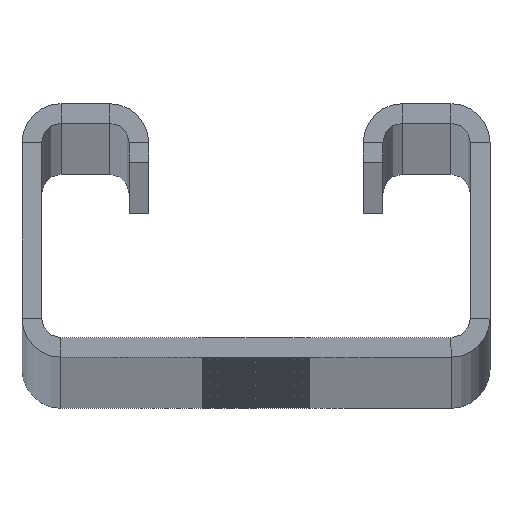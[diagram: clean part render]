
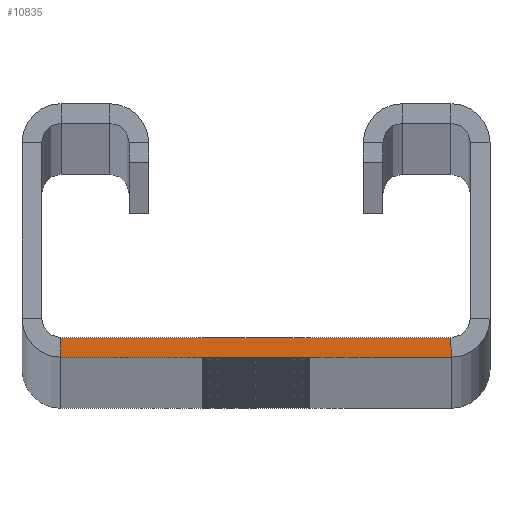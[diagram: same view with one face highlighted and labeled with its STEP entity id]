
A CAD part, top view. The second image highlights one B-rep face of the part: STEP entity #10835.
In plain terms, the highlighted planar face has unit normal (0, 0, 1).
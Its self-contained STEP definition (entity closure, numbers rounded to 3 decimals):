
#597 = EDGE_CURVE ( 'NONE', #8531, #7891, #5168, .T. ) ;
#1070 = VECTOR ( 'NONE', #12241, 1000. ) ;
#1832 = EDGE_CURVE ( 'NONE', #9578, #10490, #11977, .T. ) ;
#2355 = CARTESIAN_POINT ( 'NONE',  ( 20., 0., 1500. ) ) ;
#2538 = CARTESIAN_POINT ( 'NONE',  ( -20., 2., 1500. ) ) ;
#3040 = CARTESIAN_POINT ( 'NONE',  ( 20., 2., 1500. ) ) ;
#3542 = LINE ( 'NONE', #11727, #5864 ) ;
#4986 = DIRECTION ( 'NONE',  ( 1., 0., 0. ) ) ;
#5168 = LINE ( 'NONE', #8200, #8438 ) ;
#5723 = ORIENTED_EDGE ( 'NONE', *, *, #10099, .T. ) ;
#5864 = VECTOR ( 'NONE', #12737, 1000. ) ;
#6298 = FACE_OUTER_BOUND ( 'NONE', #10233, .T. ) ;
#6751 = VECTOR ( 'NONE', #7558, 1000. ) ;
#7558 = DIRECTION ( 'NONE',  ( 0., -1., 0. ) ) ;
#7891 = VERTEX_POINT ( 'NONE', #3040 ) ;
#8200 = CARTESIAN_POINT ( 'NONE',  ( -24., 2., 1500. ) ) ;
#8438 = VECTOR ( 'NONE', #10293, 1000. ) ;
#8531 = VERTEX_POINT ( 'NONE', #12203 ) ;
#8945 = CARTESIAN_POINT ( 'NONE',  ( 22., 4., 1500. ) ) ;
#9399 = LINE ( 'NONE', #2538, #6751 ) ;
#9578 = VERTEX_POINT ( 'NONE', #12097 ) ;
#10099 = EDGE_CURVE ( 'NONE', #10490, #7891, #3542, .T. ) ;
#10233 = EDGE_LOOP ( 'NONE', ( #12605, #5723, #12176, #11298 ) ) ;
#10293 = DIRECTION ( 'NONE',  ( 1., 0., 0. ) ) ;
#10490 = VERTEX_POINT ( 'NONE', #2355 ) ;
#10835 = ADVANCED_FACE ( 'NONE', ( #6298 ), #12904, .T. ) ;
#10937 = DIRECTION ( 'NONE',  ( 0., 0., 1. ) ) ;
#11298 = ORIENTED_EDGE ( 'NONE', *, *, #11741, .T. ) ;
#11727 = CARTESIAN_POINT ( 'NONE',  ( 20., 0., 1500. ) ) ;
#11741 = EDGE_CURVE ( 'NONE', #8531, #9578, #9399, .T. ) ;
#11877 = AXIS2_PLACEMENT_3D ( 'NONE', #8945, #10937, #4986 ) ;
#11977 = LINE ( 'NONE', #12645, #1070 ) ;
#12097 = CARTESIAN_POINT ( 'NONE',  ( -20., 0., 1500. ) ) ;
#12176 = ORIENTED_EDGE ( 'NONE', *, *, #597, .F. ) ;
#12203 = CARTESIAN_POINT ( 'NONE',  ( -20., 2., 1500. ) ) ;
#12241 = DIRECTION ( 'NONE',  ( 1., 0., 0. ) ) ;
#12605 = ORIENTED_EDGE ( 'NONE', *, *, #1832, .T. ) ;
#12645 = CARTESIAN_POINT ( 'NONE',  ( -24., 0., 1500. ) ) ;
#12737 = DIRECTION ( 'NONE',  ( 0., 1., 0. ) ) ;
#12904 = PLANE ( 'NONE',  #11877 ) ;
